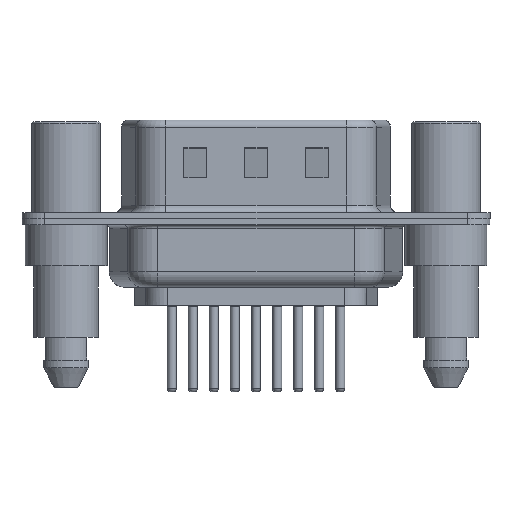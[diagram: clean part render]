
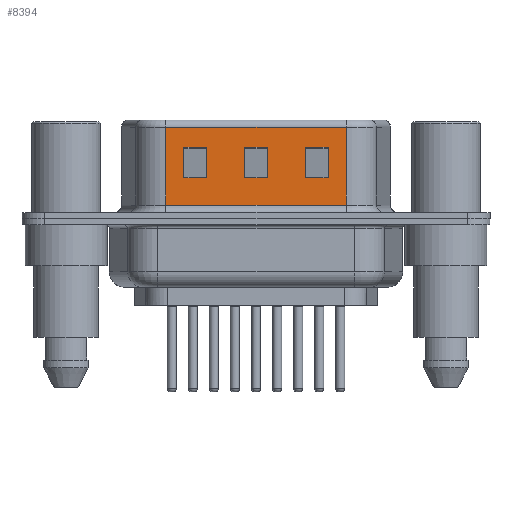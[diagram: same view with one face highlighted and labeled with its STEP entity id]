
A CAD part, front view. The second image highlights one B-rep face of the part: STEP entity #8394.
In plain terms, the highlighted planar face has unit normal (0, -1, 0).
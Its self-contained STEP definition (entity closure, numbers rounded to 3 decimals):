
#339 = ORIENTED_EDGE ( 'NONE', *, *, #5190, .T. ) ;
#432 = EDGE_LOOP ( 'NONE', ( #12114, #14300, #3479, #339 ) ) ;
#466 = VERTEX_POINT ( 'NONE', #12374 ) ;
#590 = DIRECTION ( 'NONE',  ( 0., 0., -1. ) ) ;
#611 = CARTESIAN_POINT ( 'NONE',  ( 7.75, -4.55, 6.52 ) ) ;
#651 = EDGE_CURVE ( 'NONE', #4707, #6588, #10527, .T. ) ;
#668 = EDGE_CURVE ( 'NONE', #4325, #14053, #7368, .T. ) ;
#701 = VERTEX_POINT ( 'NONE', #4198 ) ;
#716 = CARTESIAN_POINT ( 'NONE',  ( 22.451, -4.55, 4.705 ) ) ;
#814 = VERTEX_POINT ( 'NONE', #4130 ) ;
#886 = EDGE_LOOP ( 'NONE', ( #8882, #8088, #5714, #6858 ) ) ;
#1069 = EDGE_LOOP ( 'NONE', ( #3051, #8132, #11145, #2711 ) ) ;
#1138 = EDGE_CURVE ( 'NONE', #466, #13702, #10945, .T. ) ;
#1280 = LINE ( 'NONE', #3282, #1503 ) ;
#1416 = ORIENTED_EDGE ( 'NONE', *, *, #1138, .T. ) ;
#1424 = DIRECTION ( 'NONE',  ( 1., 0., 0. ) ) ;
#1434 = DIRECTION ( 'NONE',  ( 0., 0., 1. ) ) ;
#1465 = VECTOR ( 'NONE', #7863, 1000. ) ;
#1503 = VECTOR ( 'NONE', #10260, 1000. ) ;
#1512 = CARTESIAN_POINT ( 'NONE',  ( 11.75, -4.55, 6.52 ) ) ;
#1773 = DIRECTION ( 'NONE',  ( -1., 0., 0. ) ) ;
#1787 = CARTESIAN_POINT ( 'NONE',  ( 9.25, -4.55, 2.705 ) ) ;
#2038 = DIRECTION ( 'NONE',  ( 0., 0., -1. ) ) ;
#2107 = LINE ( 'NONE', #10058, #10982 ) ;
#2711 = ORIENTED_EDGE ( 'NONE', *, *, #10421, .T. ) ;
#2856 = LINE ( 'NONE', #716, #6479 ) ;
#2903 = EDGE_CURVE ( 'NONE', #4476, #6617, #4945, .T. ) ;
#3051 = ORIENTED_EDGE ( 'NONE', *, *, #9205, .T. ) ;
#3282 = CARTESIAN_POINT ( 'NONE',  ( 17.25, -4.55, 6.52 ) ) ;
#3319 = CARTESIAN_POINT ( 'NONE',  ( 7.75, -4.55, 4.705 ) ) ;
#3369 = CARTESIAN_POINT ( 'NONE',  ( 18.451, -4.55, 6.52 ) ) ;
#3479 = ORIENTED_EDGE ( 'NONE', *, *, #14261, .T. ) ;
#3535 = EDGE_CURVE ( 'NONE', #6617, #4325, #11936, .T. ) ;
#3543 = CARTESIAN_POINT ( 'NONE',  ( 11.75, -4.55, 4.705 ) ) ;
#3684 = DIRECTION ( 'NONE',  ( 1., 0., 0. ) ) ;
#3828 = EDGE_CURVE ( 'NONE', #13702, #7830, #13677, .T. ) ;
#3944 = VECTOR ( 'NONE', #2038, 1000. ) ;
#3956 = VECTOR ( 'NONE', #7467, 1000. ) ;
#4007 = VERTEX_POINT ( 'NONE', #7571 ) ;
#4008 = VERTEX_POINT ( 'NONE', #12052 ) ;
#4130 = CARTESIAN_POINT ( 'NONE',  ( 15.75, -4.55, 4.705 ) ) ;
#4198 = CARTESIAN_POINT ( 'NONE',  ( 13.25, -4.55, 2.705 ) ) ;
#4239 = DIRECTION ( 'NONE',  ( -1., 0., 0. ) ) ;
#4259 = VECTOR ( 'NONE', #13050, 1000. ) ;
#4271 = CARTESIAN_POINT ( 'NONE',  ( 15.75, -4.55, 2.705 ) ) ;
#4325 = VERTEX_POINT ( 'NONE', #1787 ) ;
#4437 = FACE_BOUND ( 'NONE', #432, .T. ) ;
#4476 = VERTEX_POINT ( 'NONE', #3319 ) ;
#4707 = VERTEX_POINT ( 'NONE', #3543 ) ;
#4945 = LINE ( 'NONE', #9438, #6879 ) ;
#5178 = LINE ( 'NONE', #611, #7643 ) ;
#5190 = EDGE_CURVE ( 'NONE', #10566, #4707, #10484, .T. ) ;
#5385 = CARTESIAN_POINT ( 'NONE',  ( 18.451, -4.55, 2.705 ) ) ;
#5536 = FACE_BOUND ( 'NONE', #1069, .T. ) ;
#5693 = CARTESIAN_POINT ( 'NONE',  ( 11.75, -4.55, 2.705 ) ) ;
#5714 = ORIENTED_EDGE ( 'NONE', *, *, #9560, .T. ) ;
#6479 = VECTOR ( 'NONE', #14192, 1000. ) ;
#6564 = LINE ( 'NONE', #5385, #3956 ) ;
#6567 = EDGE_CURVE ( 'NONE', #12201, #814, #11592, .T. ) ;
#6588 = VERTEX_POINT ( 'NONE', #10555 ) ;
#6617 = VERTEX_POINT ( 'NONE', #9750 ) ;
#6764 = CARTESIAN_POINT ( 'NONE',  ( 6.549, -4.55, 0.9 ) ) ;
#6816 = LINE ( 'NONE', #12122, #3944 ) ;
#6858 = ORIENTED_EDGE ( 'NONE', *, *, #2903, .T. ) ;
#6879 = VECTOR ( 'NONE', #1424, 1000. ) ;
#7368 = LINE ( 'NONE', #11853, #13965 ) ;
#7389 = VECTOR ( 'NONE', #3684, 1000. ) ;
#7467 = DIRECTION ( 'NONE',  ( -1., 0., 0. ) ) ;
#7571 = CARTESIAN_POINT ( 'NONE',  ( 17.25, -4.55, 4.705 ) ) ;
#7643 = VECTOR ( 'NONE', #11795, 1000. ) ;
#7663 = VECTOR ( 'NONE', #11168, 1000. ) ;
#7754 = DIRECTION ( 'NONE',  ( 0., 0., 1. ) ) ;
#7770 = EDGE_CURVE ( 'NONE', #4008, #7830, #7935, .T. ) ;
#7830 = VERTEX_POINT ( 'NONE', #10559 ) ;
#7863 = DIRECTION ( 'NONE',  ( 0., 0., -1. ) ) ;
#7935 = LINE ( 'NONE', #3369, #1465 ) ;
#8088 = ORIENTED_EDGE ( 'NONE', *, *, #668, .T. ) ;
#8132 = ORIENTED_EDGE ( 'NONE', *, *, #14000, .T. ) ;
#8279 = VECTOR ( 'NONE', #1434, 1000. ) ;
#8394 = ADVANCED_FACE ( 'NONE', ( #8768, #5536, #4437, #13491 ), #12162, .F. ) ;
#8768 = FACE_BOUND ( 'NONE', #886, .T. ) ;
#8882 = ORIENTED_EDGE ( 'NONE', *, *, #3535, .T. ) ;
#8926 = CARTESIAN_POINT ( 'NONE',  ( 18.451, -4.55, 6.52 ) ) ;
#9076 = EDGE_LOOP ( 'NONE', ( #13608, #12974, #1416, #12354 ) ) ;
#9135 = VECTOR ( 'NONE', #14179, 1000. ) ;
#9205 = EDGE_CURVE ( 'NONE', #4007, #14015, #1280, .T. ) ;
#9264 = CARTESIAN_POINT ( 'NONE',  ( 18.451, -4.55, 0.9 ) ) ;
#9438 = CARTESIAN_POINT ( 'NONE',  ( 14.451, -4.55, 4.705 ) ) ;
#9560 = EDGE_CURVE ( 'NONE', #14053, #4476, #5178, .T. ) ;
#9562 = CARTESIAN_POINT ( 'NONE',  ( 18.451, -4.55, 6.02 ) ) ;
#9716 = CARTESIAN_POINT ( 'NONE',  ( 9.25, -4.55, 6.52 ) ) ;
#9750 = CARTESIAN_POINT ( 'NONE',  ( 9.25, -4.55, 4.705 ) ) ;
#10058 = CARTESIAN_POINT ( 'NONE',  ( 22.451, -4.55, 2.705 ) ) ;
#10096 = DIRECTION ( 'NONE',  ( 0., 1., 0. ) ) ;
#10260 = DIRECTION ( 'NONE',  ( 0., 0., -1. ) ) ;
#10421 = EDGE_CURVE ( 'NONE', #814, #4007, #2856, .T. ) ;
#10484 = LINE ( 'NONE', #1512, #4259 ) ;
#10527 = LINE ( 'NONE', #10590, #12086 ) ;
#10555 = CARTESIAN_POINT ( 'NONE',  ( 13.25, -4.55, 4.705 ) ) ;
#10559 = CARTESIAN_POINT ( 'NONE',  ( 18.451, -4.55, 0.9 ) ) ;
#10566 = VERTEX_POINT ( 'NONE', #5693 ) ;
#10590 = CARTESIAN_POINT ( 'NONE',  ( 18.451, -4.55, 4.705 ) ) ;
#10945 = LINE ( 'NONE', #11012, #9135 ) ;
#10982 = VECTOR ( 'NONE', #4239, 1000. ) ;
#11012 = CARTESIAN_POINT ( 'NONE',  ( 6.549, -4.55, 6.52 ) ) ;
#11145 = ORIENTED_EDGE ( 'NONE', *, *, #6567, .T. ) ;
#11168 = DIRECTION ( 'NONE',  ( -1., 0., 0. ) ) ;
#11592 = LINE ( 'NONE', #14091, #8279 ) ;
#11767 = LINE ( 'NONE', #9562, #7663 ) ;
#11773 = DIRECTION ( 'NONE',  ( 1., 0., 0. ) ) ;
#11795 = DIRECTION ( 'NONE',  ( 0., 0., 1. ) ) ;
#11853 = CARTESIAN_POINT ( 'NONE',  ( 14.451, -4.55, 2.705 ) ) ;
#11926 = EDGE_CURVE ( 'NONE', #4008, #466, #11767, .T. ) ;
#11936 = LINE ( 'NONE', #9716, #14196 ) ;
#12052 = CARTESIAN_POINT ( 'NONE',  ( 18.451, -4.55, 6.02 ) ) ;
#12086 = VECTOR ( 'NONE', #11773, 1000. ) ;
#12114 = ORIENTED_EDGE ( 'NONE', *, *, #651, .T. ) ;
#12122 = CARTESIAN_POINT ( 'NONE',  ( 13.25, -4.55, 6.52 ) ) ;
#12162 = PLANE ( 'NONE',  #13699 ) ;
#12201 = VERTEX_POINT ( 'NONE', #4271 ) ;
#12354 = ORIENTED_EDGE ( 'NONE', *, *, #3828, .T. ) ;
#12374 = CARTESIAN_POINT ( 'NONE',  ( 6.549, -4.55, 6.02 ) ) ;
#12899 = CARTESIAN_POINT ( 'NONE',  ( 7.75, -4.55, 2.705 ) ) ;
#12974 = ORIENTED_EDGE ( 'NONE', *, *, #11926, .T. ) ;
#13050 = DIRECTION ( 'NONE',  ( 0., 0., 1. ) ) ;
#13219 = CARTESIAN_POINT ( 'NONE',  ( 17.25, -4.55, 2.705 ) ) ;
#13491 = FACE_OUTER_BOUND ( 'NONE', #9076, .T. ) ;
#13608 = ORIENTED_EDGE ( 'NONE', *, *, #7770, .F. ) ;
#13677 = LINE ( 'NONE', #9264, #7389 ) ;
#13699 = AXIS2_PLACEMENT_3D ( 'NONE', #8926, #10096, #7754 ) ;
#13702 = VERTEX_POINT ( 'NONE', #6764 ) ;
#13886 = EDGE_CURVE ( 'NONE', #6588, #701, #6816, .T. ) ;
#13965 = VECTOR ( 'NONE', #1773, 1000. ) ;
#14000 = EDGE_CURVE ( 'NONE', #14015, #12201, #2107, .T. ) ;
#14015 = VERTEX_POINT ( 'NONE', #13219 ) ;
#14053 = VERTEX_POINT ( 'NONE', #12899 ) ;
#14091 = CARTESIAN_POINT ( 'NONE',  ( 15.75, -4.55, 6.52 ) ) ;
#14179 = DIRECTION ( 'NONE',  ( 0., 0., -1. ) ) ;
#14192 = DIRECTION ( 'NONE',  ( 1., 0., 0. ) ) ;
#14196 = VECTOR ( 'NONE', #590, 1000. ) ;
#14261 = EDGE_CURVE ( 'NONE', #701, #10566, #6564, .T. ) ;
#14300 = ORIENTED_EDGE ( 'NONE', *, *, #13886, .T. ) ;
